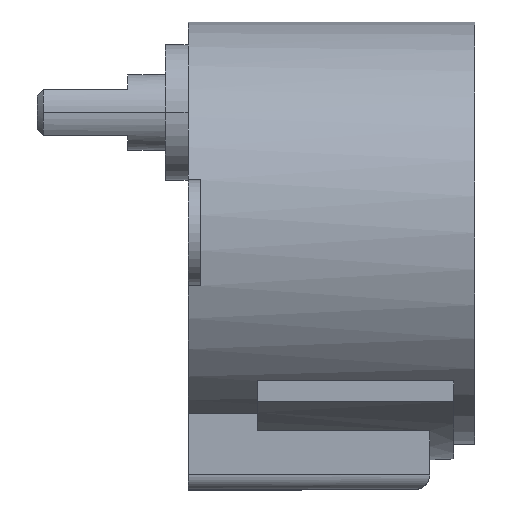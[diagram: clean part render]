
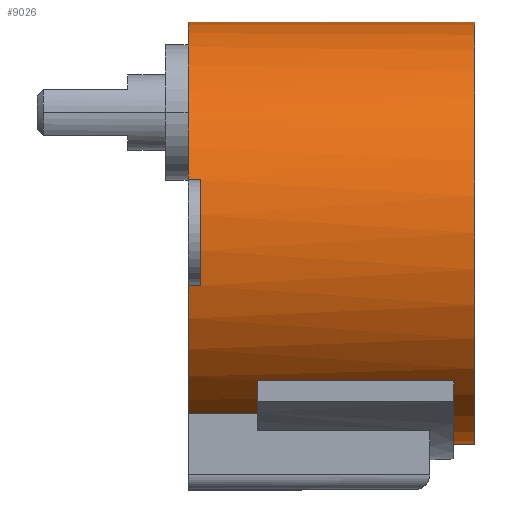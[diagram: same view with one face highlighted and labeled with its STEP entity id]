
A CAD part, top view. The second image highlights one B-rep face of the part: STEP entity #9026.
In plain terms, the highlighted cylindrical face has radius 14 mm (diameter 28 mm), a partial arc.
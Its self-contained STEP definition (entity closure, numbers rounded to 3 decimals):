
#49 = CARTESIAN_POINT ( 'NONE',  ( 19., -14., 0. ) ) ;
#689 = DIRECTION ( 'NONE',  ( -1., 0., 0. ) ) ;
#958 = CARTESIAN_POINT ( 'NONE',  ( 0., 3.5, 13.555 ) ) ;
#975 = CARTESIAN_POINT ( 'NONE',  ( 19., 14., 0. ) ) ;
#1192 = VECTOR ( 'NONE', #8131, 1000. ) ;
#1307 = CARTESIAN_POINT ( 'NONE',  ( 19., 0., 0. ) ) ;
#1995 = VERTEX_POINT ( 'NONE', #10153 ) ;
#2079 = DIRECTION ( 'NONE',  ( 1., 0., 0. ) ) ;
#2477 = CARTESIAN_POINT ( 'NONE',  ( 0., -3.5, 13.555 ) ) ;
#2612 = EDGE_CURVE ( 'NONE', #14408, #1995, #9843, .T. ) ;
#2645 = FACE_OUTER_BOUND ( 'NONE', #11581, .T. ) ;
#2734 = CYLINDRICAL_SURFACE ( 'NONE', #7902, 14. ) ;
#2896 = ORIENTED_EDGE ( 'NONE', *, *, #5080, .F. ) ;
#3106 = EDGE_CURVE ( 'NONE', #7689, #14477, #13902, .T. ) ;
#3263 = DIRECTION ( 'NONE',  ( 0., -1., 0. ) ) ;
#3412 = CIRCLE ( 'NONE', #15389, 14. ) ;
#3563 = LINE ( 'NONE', #9137, #10477 ) ;
#3953 = EDGE_CURVE ( 'NONE', #7689, #13762, #8279, .T. ) ;
#3966 = AXIS2_PLACEMENT_3D ( 'NONE', #5453, #14839, #11155 ) ;
#3994 = VERTEX_POINT ( 'NONE', #11154 ) ;
#4129 = DIRECTION ( 'NONE',  ( -1., 0., 0. ) ) ;
#4197 = CIRCLE ( 'NONE', #11927, 14. ) ;
#4691 = ORIENTED_EDGE ( 'NONE', *, *, #11421, .T. ) ;
#4755 = EDGE_CURVE ( 'NONE', #12526, #3994, #6879, .T. ) ;
#5080 = EDGE_CURVE ( 'NONE', #1995, #8314, #4197, .T. ) ;
#5290 = ORIENTED_EDGE ( 'NONE', *, *, #3106, .T. ) ;
#5453 = CARTESIAN_POINT ( 'NONE',  ( 0., 0., 0. ) ) ;
#6081 = DIRECTION ( 'NONE',  ( -1., 0., 0. ) ) ;
#6494 = ORIENTED_EDGE ( 'NONE', *, *, #4755, .T. ) ;
#6528 = CARTESIAN_POINT ( 'NONE',  ( 0.8, -3.5, 13.555 ) ) ;
#6584 = ORIENTED_EDGE ( 'NONE', *, *, #8363, .T. ) ;
#6879 = LINE ( 'NONE', #14069, #1192 ) ;
#6915 = VECTOR ( 'NONE', #12109, 1000. ) ;
#7250 = DIRECTION ( 'NONE',  ( -1., 0., 0. ) ) ;
#7689 = VERTEX_POINT ( 'NONE', #8303 ) ;
#7902 = AXIS2_PLACEMENT_3D ( 'NONE', #9995, #4129, #14769 ) ;
#8131 = DIRECTION ( 'NONE',  ( -1., 0., 0. ) ) ;
#8279 = LINE ( 'NONE', #14140, #13398 ) ;
#8303 = CARTESIAN_POINT ( 'NONE',  ( 0.8, 3.5, 13.555 ) ) ;
#8314 = VERTEX_POINT ( 'NONE', #2477 ) ;
#8328 = DIRECTION ( 'NONE',  ( -1., 0., 0. ) ) ;
#8363 = EDGE_CURVE ( 'NONE', #14408, #12526, #3412, .T. ) ;
#8416 = DIRECTION ( 'NONE',  ( 0., -1., 0. ) ) ;
#9026 = ADVANCED_FACE ( 'NONE', ( #2645 ), #2734, .T. ) ;
#9137 = CARTESIAN_POINT ( 'NONE',  ( 0.8, -3.5, 13.555 ) ) ;
#9202 = CARTESIAN_POINT ( 'NONE',  ( 0.8, 0., 0. ) ) ;
#9843 = LINE ( 'NONE', #14533, #6915 ) ;
#9995 = CARTESIAN_POINT ( 'NONE',  ( -19., 0., 0. ) ) ;
#10057 = ORIENTED_EDGE ( 'NONE', *, *, #3953, .F. ) ;
#10153 = CARTESIAN_POINT ( 'NONE',  ( 0., -14., 0. ) ) ;
#10252 = ORIENTED_EDGE ( 'NONE', *, *, #2612, .F. ) ;
#10477 = VECTOR ( 'NONE', #8328, 1000. ) ;
#10900 = AXIS2_PLACEMENT_3D ( 'NONE', #9202, #2079, #3263 ) ;
#11154 = CARTESIAN_POINT ( 'NONE',  ( 0., 14., 0. ) ) ;
#11155 = DIRECTION ( 'NONE',  ( 0., -1., 0. ) ) ;
#11421 = EDGE_CURVE ( 'NONE', #14477, #8314, #3563, .T. ) ;
#11581 = EDGE_LOOP ( 'NONE', ( #6584, #6494, #13481, #10057, #5290, #4691, #2896, #10252 ) ) ;
#11707 = DIRECTION ( 'NONE',  ( 0., -1., 0. ) ) ;
#11927 = AXIS2_PLACEMENT_3D ( 'NONE', #12578, #689, #11707 ) ;
#12109 = DIRECTION ( 'NONE',  ( -1., 0., 0. ) ) ;
#12526 = VERTEX_POINT ( 'NONE', #975 ) ;
#12578 = CARTESIAN_POINT ( 'NONE',  ( 0., 0., 0. ) ) ;
#13398 = VECTOR ( 'NONE', #6081, 1000. ) ;
#13481 = ORIENTED_EDGE ( 'NONE', *, *, #14176, .F. ) ;
#13762 = VERTEX_POINT ( 'NONE', #958 ) ;
#13902 = CIRCLE ( 'NONE', #10900, 14. ) ;
#14069 = CARTESIAN_POINT ( 'NONE',  ( -19., 14., 0. ) ) ;
#14140 = CARTESIAN_POINT ( 'NONE',  ( 0.8, 3.5, 13.555 ) ) ;
#14176 = EDGE_CURVE ( 'NONE', #13762, #3994, #15201, .T. ) ;
#14408 = VERTEX_POINT ( 'NONE', #49 ) ;
#14477 = VERTEX_POINT ( 'NONE', #6528 ) ;
#14533 = CARTESIAN_POINT ( 'NONE',  ( -19., -14., 0. ) ) ;
#14769 = DIRECTION ( 'NONE',  ( 0., -1., 0. ) ) ;
#14839 = DIRECTION ( 'NONE',  ( -1., 0., 0. ) ) ;
#15201 = CIRCLE ( 'NONE', #3966, 14. ) ;
#15389 = AXIS2_PLACEMENT_3D ( 'NONE', #1307, #7250, #8416 ) ;
